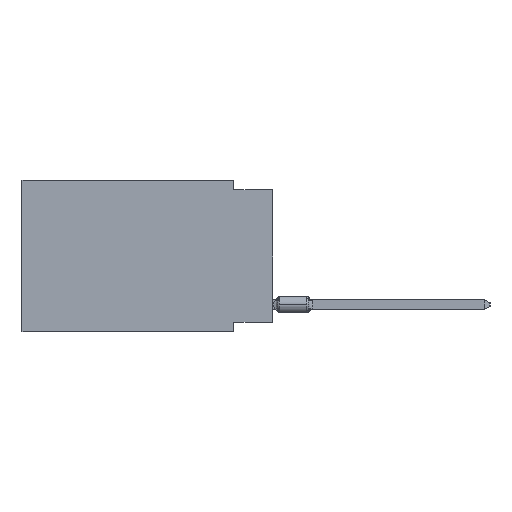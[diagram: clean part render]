
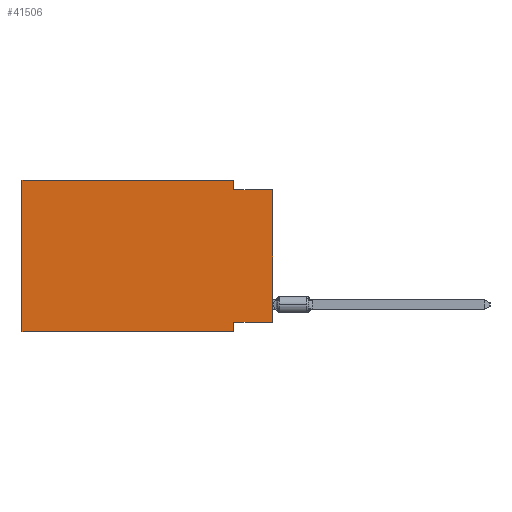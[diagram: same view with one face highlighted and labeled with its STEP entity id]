
A CAD part, left-side view. The second image highlights one B-rep face of the part: STEP entity #41506.
In plain terms, the highlighted planar face has unit normal (-1, 0, 0).
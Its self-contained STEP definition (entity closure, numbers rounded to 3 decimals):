
#180 = VERTEX_POINT ( 'NONE', #40807 ) ;
#1646 = VECTOR ( 'NONE', #21323, 1000. ) ;
#2626 = CARTESIAN_POINT ( 'NONE',  ( 0., 2.54, -9.906 ) ) ;
#3272 = ORIENTED_EDGE ( 'NONE', *, *, #30284, .F. ) ;
#3920 = CARTESIAN_POINT ( 'NONE',  ( 0., 2.54, 0. ) ) ;
#4153 = CARTESIAN_POINT ( 'NONE',  ( 0., 16.383, -9.906 ) ) ;
#4224 = CARTESIAN_POINT ( 'NONE',  ( 0., 0., -9.271 ) ) ;
#4579 = ORIENTED_EDGE ( 'NONE', *, *, #10926, .F. ) ;
#5303 = LINE ( 'NONE', #60563, #32099 ) ;
#7479 = CARTESIAN_POINT ( 'NONE',  ( 0., 16.383, 0. ) ) ;
#8380 = EDGE_CURVE ( 'NONE', #60317, #26687, #56496, .T. ) ;
#9419 = VERTEX_POINT ( 'NONE', #58866 ) ;
#10926 = EDGE_CURVE ( 'NONE', #180, #60317, #18856, .T. ) ;
#11456 = CARTESIAN_POINT ( 'NONE',  ( 0., 16.383, 0. ) ) ;
#14497 = EDGE_CURVE ( 'NONE', #55821, #9419, #59853, .T. ) ;
#14670 = EDGE_CURVE ( 'NONE', #26687, #65083, #40767, .T. ) ;
#18856 = LINE ( 'NONE', #29898, #25275 ) ;
#21323 = DIRECTION ( 'NONE',  ( 0., 0., -1. ) ) ;
#22066 = AXIS2_PLACEMENT_3D ( 'NONE', #11456, #58001, #52641 ) ;
#22559 = CARTESIAN_POINT ( 'NONE',  ( 0., 16.383, 0. ) ) ;
#22933 = LINE ( 'NONE', #43368, #36201 ) ;
#24365 = DIRECTION ( 'NONE',  ( 0., 0., 1. ) ) ;
#24474 = EDGE_CURVE ( 'NONE', #180, #36064, #60086, .T. ) ;
#24778 = ORIENTED_EDGE ( 'NONE', *, *, #14497, .T. ) ;
#25275 = VECTOR ( 'NONE', #54342, 1000. ) ;
#25597 = DIRECTION ( 'NONE',  ( 0., -1., 0. ) ) ;
#26687 = VERTEX_POINT ( 'NONE', #3920 ) ;
#29898 = CARTESIAN_POINT ( 'NONE',  ( 0., 16.383, 0. ) ) ;
#30284 = EDGE_CURVE ( 'NONE', #55821, #34669, #5303, .T. ) ;
#31647 = VECTOR ( 'NONE', #24365, 1000. ) ;
#32099 = VECTOR ( 'NONE', #35471, 1000. ) ;
#32975 = EDGE_CURVE ( 'NONE', #65083, #9419, #22933, .T. ) ;
#34127 = ORIENTED_EDGE ( 'NONE', *, *, #34719, .F. ) ;
#34533 = VECTOR ( 'NONE', #60981, 1000. ) ;
#34669 = VERTEX_POINT ( 'NONE', #50609 ) ;
#34719 = EDGE_CURVE ( 'NONE', #34669, #36064, #45599, .T. ) ;
#35417 = CARTESIAN_POINT ( 'NONE',  ( 0., 2.54, 0. ) ) ;
#35471 = DIRECTION ( 'NONE',  ( 0., 1., 0. ) ) ;
#36064 = VERTEX_POINT ( 'NONE', #2626 ) ;
#36201 = VECTOR ( 'NONE', #38343, 1000. ) ;
#38343 = DIRECTION ( 'NONE',  ( 0., -1., 0. ) ) ;
#38724 = ORIENTED_EDGE ( 'NONE', *, *, #32975, .F. ) ;
#39447 = CARTESIAN_POINT ( 'NONE',  ( 0., 0., 0. ) ) ;
#40572 = CARTESIAN_POINT ( 'NONE',  ( 0., 2.54, -9.906 ) ) ;
#40767 = LINE ( 'NONE', #35417, #1646 ) ;
#40807 = CARTESIAN_POINT ( 'NONE',  ( 0., 16.383, -9.906 ) ) ;
#40893 = EDGE_LOOP ( 'NONE', ( #24778, #38724, #43313, #52202, #4579, #51957, #34127, #3272 ) ) ;
#41121 = VECTOR ( 'NONE', #42984, 1000. ) ;
#41506 = ADVANCED_FACE ( 'NONE', ( #52318 ), #42604, .F. ) ;
#42604 = PLANE ( 'NONE',  #22066 ) ;
#42984 = DIRECTION ( 'NONE',  ( 0., -1., 0. ) ) ;
#43313 = ORIENTED_EDGE ( 'NONE', *, *, #14670, .F. ) ;
#43368 = CARTESIAN_POINT ( 'NONE',  ( 0., 0., -0.635 ) ) ;
#45599 = LINE ( 'NONE', #40572, #34533 ) ;
#50609 = CARTESIAN_POINT ( 'NONE',  ( 0., 2.54, -9.271 ) ) ;
#51957 = ORIENTED_EDGE ( 'NONE', *, *, #24474, .T. ) ;
#52202 = ORIENTED_EDGE ( 'NONE', *, *, #8380, .F. ) ;
#52318 = FACE_OUTER_BOUND ( 'NONE', #40893, .T. ) ;
#52641 = DIRECTION ( 'NONE',  ( 0., 0., -1. ) ) ;
#54342 = DIRECTION ( 'NONE',  ( 0., 0., 1. ) ) ;
#55821 = VERTEX_POINT ( 'NONE', #4224 ) ;
#56496 = LINE ( 'NONE', #22559, #41121 ) ;
#58001 = DIRECTION ( 'NONE',  ( 1., 0., 0. ) ) ;
#58866 = CARTESIAN_POINT ( 'NONE',  ( 0., 0., -0.635 ) ) ;
#59853 = LINE ( 'NONE', #39447, #31647 ) ;
#60086 = LINE ( 'NONE', #4153, #62427 ) ;
#60317 = VERTEX_POINT ( 'NONE', #7479 ) ;
#60563 = CARTESIAN_POINT ( 'NONE',  ( 0., 0., -9.271 ) ) ;
#60981 = DIRECTION ( 'NONE',  ( 0., 0., -1. ) ) ;
#61203 = CARTESIAN_POINT ( 'NONE',  ( 0., 2.54, -0.635 ) ) ;
#62427 = VECTOR ( 'NONE', #25597, 1000. ) ;
#65083 = VERTEX_POINT ( 'NONE', #61203 ) ;
